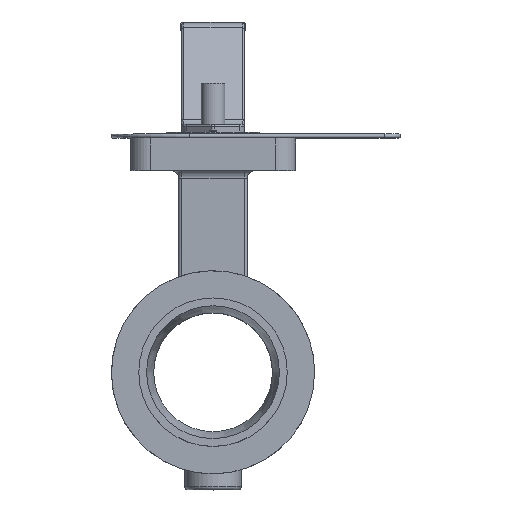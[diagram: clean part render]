
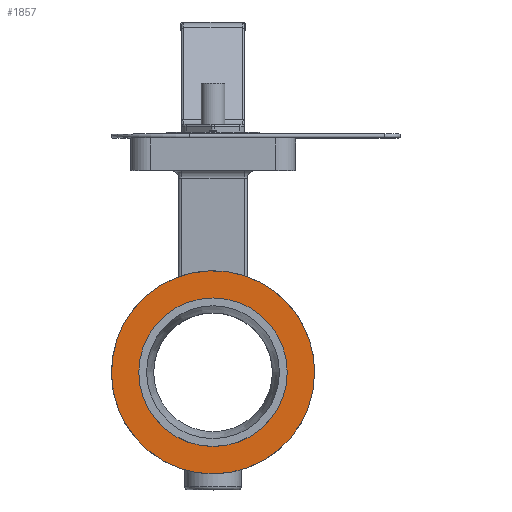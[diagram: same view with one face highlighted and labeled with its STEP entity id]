
A CAD part, top view. The second image highlights one B-rep face of the part: STEP entity #1857.
In plain terms, the highlighted planar face has unit normal (0, 0, 1).
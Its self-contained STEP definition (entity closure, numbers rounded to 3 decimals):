
#547 = VERTEX_POINT ( 'NONE', #11029 ) ;
#1477 = FACE_OUTER_BOUND ( 'NONE', #9528, .T. ) ;
#1822 = ORIENTED_EDGE ( 'NONE', *, *, #17566, .F. ) ;
#1857 = ADVANCED_FACE ( 'NONE', ( #1477, #5753 ), #12347, .T. ) ;
#2304 = CARTESIAN_POINT ( 'NONE',  ( 0., 41.275, 28.575 ) ) ;
#2662 = CARTESIAN_POINT ( 'NONE',  ( 0., 0., 28.575 ) ) ;
#4123 = DIRECTION ( 'NONE',  ( 0., 0., -1. ) ) ;
#5753 = FACE_BOUND ( 'NONE', #6831, .T. ) ;
#6256 = CARTESIAN_POINT ( 'NONE',  ( 28.575, 0., 28.575 ) ) ;
#6329 = DIRECTION ( 'NONE',  ( 0., 0., 1. ) ) ;
#6831 = EDGE_LOOP ( 'NONE', ( #16568 ) ) ;
#6841 = VERTEX_POINT ( 'NONE', #6256 ) ;
#6954 = DIRECTION ( 'NONE',  ( 1., 0., 0. ) ) ;
#7470 = EDGE_CURVE ( 'NONE', #6841, #6841, #13850, .T. ) ;
#9528 = EDGE_LOOP ( 'NONE', ( #1822 ) ) ;
#10873 = CARTESIAN_POINT ( 'NONE',  ( 0., 0., 28.575 ) ) ;
#11029 = CARTESIAN_POINT ( 'NONE',  ( 41.275, 0., 28.575 ) ) ;
#12347 = PLANE ( 'NONE',  #13564 ) ;
#12373 = DIRECTION ( 'NONE',  ( 0., 0., -1. ) ) ;
#13564 = AXIS2_PLACEMENT_3D ( 'NONE', #2304, #6329, #16448 ) ;
#13787 = DIRECTION ( 'NONE',  ( 1., 0., 0. ) ) ;
#13850 = CIRCLE ( 'NONE', #15999, 28.575 ) ;
#14664 = CIRCLE ( 'NONE', #17407, 41.275 ) ;
#15999 = AXIS2_PLACEMENT_3D ( 'NONE', #10873, #12373, #13787 ) ;
#16448 = DIRECTION ( 'NONE',  ( 1., 0., 0. ) ) ;
#16568 = ORIENTED_EDGE ( 'NONE', *, *, #7470, .T. ) ;
#17407 = AXIS2_PLACEMENT_3D ( 'NONE', #2662, #4123, #6954 ) ;
#17566 = EDGE_CURVE ( 'NONE', #547, #547, #14664, .T. ) ;
